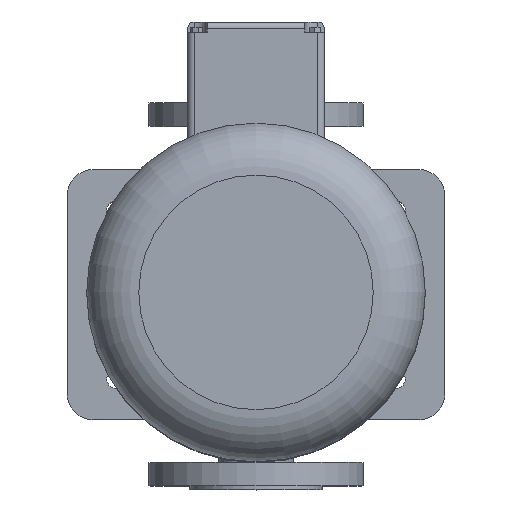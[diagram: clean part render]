
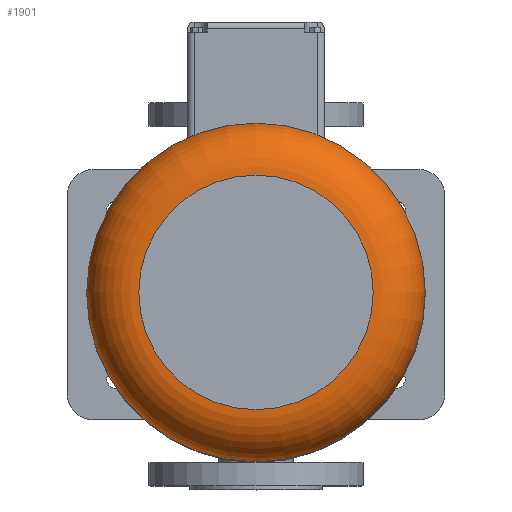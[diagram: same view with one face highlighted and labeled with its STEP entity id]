
A CAD part, top view. The second image highlights one B-rep face of the part: STEP entity #1901.
In plain terms, the highlighted toroidal (fillet/blend) face has major radius 90 mm and minor radius 40 mm.
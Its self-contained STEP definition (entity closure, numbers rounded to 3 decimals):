
#1901=ADVANCED_FACE('',(#5785,#5787),#5789,.T.);
#5785=FACE_OUTER_BOUND('',#5786,.T.);
#5786=EDGE_LOOP('',(#9157));
#5787=FACE_OUTER_BOUND('',#5788,.T.);
#5788=EDGE_LOOP('',(#9158));
#5789=TOROIDAL_SURFACE('',#5790,90.,40.);
#5790=AXIS2_PLACEMENT_3D('',#5791,#5792,#5793);
#5791=CARTESIAN_POINT('',(0.,0.,970.));
#5792=DIRECTION('',(0.,0.,-1.));
#5793=DIRECTION('',(0.,1.,0.));
#9157=ORIENTED_EDGE('',*,*,#11086,.F.);
#9158=ORIENTED_EDGE('',*,*,#11088,.T.);
#11086=EDGE_CURVE('',#12849,#12849,#12850,.T.);
#11088=EDGE_CURVE('',#12853,#12853,#12854,.T.);
#12849=VERTEX_POINT('',#16595);
#12850=CIRCLE('',#16596,130.);
#12853=VERTEX_POINT('',#16605);
#12854=CIRCLE('',#16606,90.);
#16595=CARTESIAN_POINT('',(0.,130.,970.));
#16596=AXIS2_PLACEMENT_3D('',#16597,#16598,#16599);
#16597=CARTESIAN_POINT('',(0.,0.,970.));
#16598=DIRECTION('',(0.,0.,-1.));
#16599=DIRECTION('',(0.,1.,0.));
#16605=CARTESIAN_POINT('',(0.,90.,1010.));
#16606=AXIS2_PLACEMENT_3D('',#16607,#16608,#16609);
#16607=CARTESIAN_POINT('',(0.,0.,1010.));
#16608=DIRECTION('',(0.,0.,-1.));
#16609=DIRECTION('',(0.,1.,0.));
